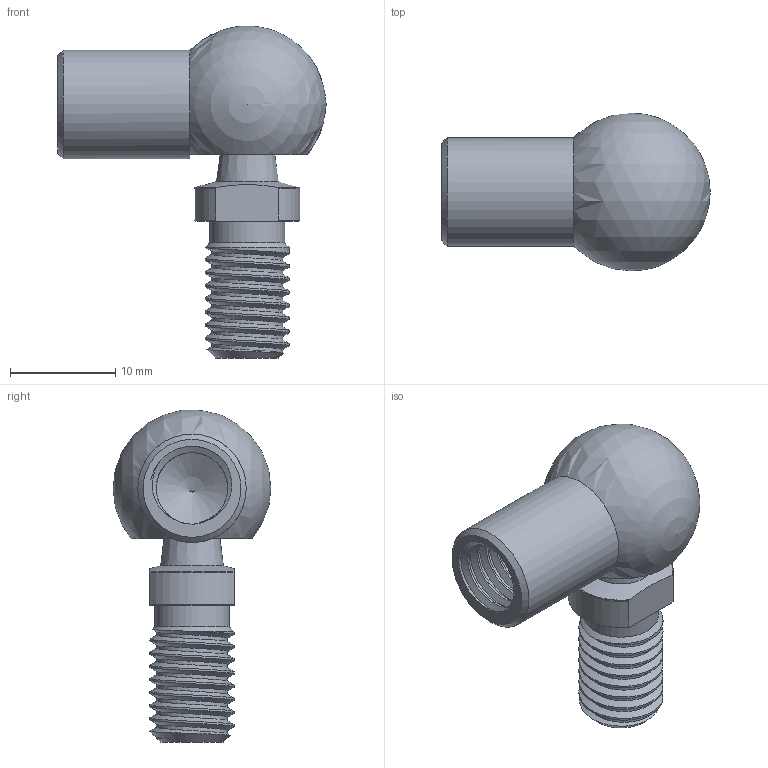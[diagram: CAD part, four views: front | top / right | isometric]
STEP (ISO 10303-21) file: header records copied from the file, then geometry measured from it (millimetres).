
FILE_DESCRIPTION(/* description */ (''),/* implementation_level */ '2;1');
FILE_NAME(/* name */ 'WG18RVS316.step',/* time_stamp */ '2024-07-01T14:09:35+02:00',/* author */ (''),/* organization */ (''),/* preprocessor_version */ 'ST-DEVELOPER v20',/* originating_system */ 'Autodesk Translation Framework v13.14.0.145',/* authorisation */ '');
FILE_SCHEMA (('AUTOMOTIVE_DESIGN { 1 0 10303 214 3 1 1 }'));
Length unit declared in the file: millimetre
Products named in the file (3): (Unsaved); Stud; Ball socket
Assembly tree (2 placements, depth 2):
  (Unsaved)
    Stud
    Ball socket
Bounding box: 25.5 x 15 x 31.55 mm (x, y, z)
Volume: 2729.8 mm3; surface area: 2786.4 mm2
Topology: 2 solids, 2 shells, 79 faces, 214 edges, 141 vertices
Faces by surface type: cylinder 45, plane 13, cone 10, bspline 5, sphere 4, torus 2
Full cylindrical faces by diameter (mm): 6.75 x8, 6.8 x8, 7.1 x1, 8 x14, 10 x2, 10.3 x1, 12.6 x1
Entity records: 20628 total; most frequent: CARTESIAN_POINT 18724, ORIENTED_EDGE 418, DIRECTION 321, EDGE_CURVE 209, VERTEX_POINT 141, AXIS2_PLACEMENT_3D 128, B_SPLINE_CURVE_WITH_KNOTS 90, EDGE_LOOP 88
